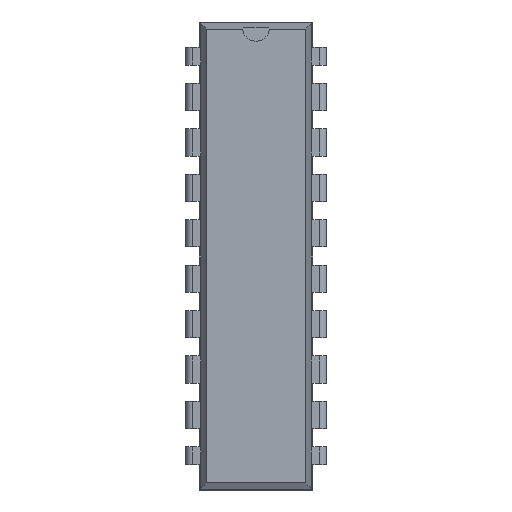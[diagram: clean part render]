
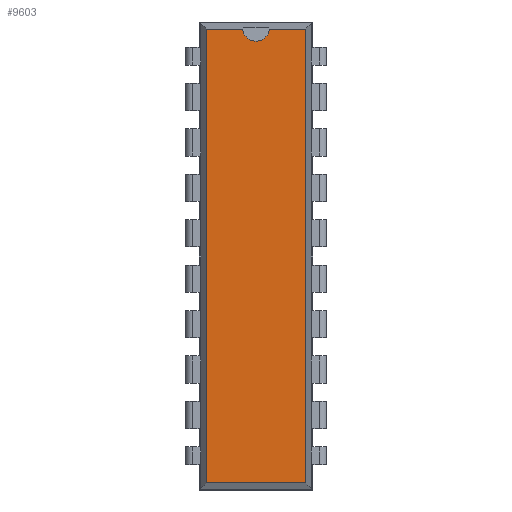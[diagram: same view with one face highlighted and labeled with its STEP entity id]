
A CAD part, top view. The second image highlights one B-rep face of the part: STEP entity #9603.
In plain terms, the highlighted planar face has unit normal (0, 0, 1).
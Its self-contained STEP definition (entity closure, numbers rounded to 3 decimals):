
#5249 = VERTEX_POINT('',#5250);
#5250 = CARTESIAN_POINT('',(6.586,1.252,3.68));
#5255 = EDGE_CURVE('',#5256,#5249,#5258,.T.);
#5256 = VERTEX_POINT('',#5257);
#5257 = CARTESIAN_POINT('',(6.586,-24.112,3.68));
#5258 = LINE('',#5259,#5260);
#5259 = CARTESIAN_POINT('',(6.586,-24.112,3.68));
#5260 = VECTOR('',#5261,1.);
#5261 = DIRECTION('',(0.,1.,0.));
#7215 = VERTEX_POINT('',#7216);
#7216 = CARTESIAN_POINT('',(1.034,1.252,3.68));
#7221 = EDGE_CURVE('',#7222,#7215,#7224,.T.);
#7222 = VERTEX_POINT('',#7223);
#7223 = CARTESIAN_POINT('',(3.064,1.252,3.68));
#7224 = LINE('',#7225,#7226);
#7225 = CARTESIAN_POINT('',(6.586,1.252,3.68));
#7226 = VECTOR('',#7227,1.);
#7227 = DIRECTION('',(-1.,0.,0.));
#7442 = VERTEX_POINT('',#7443);
#7443 = CARTESIAN_POINT('',(4.556,1.252,3.68));
#7547 = EDGE_CURVE('',#5249,#7442,#7548,.T.);
#7548 = LINE('',#7549,#7550);
#7549 = CARTESIAN_POINT('',(6.586,1.252,3.68));
#7550 = VECTOR('',#7551,1.);
#7551 = DIRECTION('',(-1.,0.,0.));
#7633 = VERTEX_POINT('',#7634);
#7634 = CARTESIAN_POINT('',(1.034,-24.112,3.68));
#7639 = EDGE_CURVE('',#7215,#7633,#7640,.T.);
#7640 = LINE('',#7641,#7642);
#7641 = CARTESIAN_POINT('',(1.034,1.252,3.68));
#7642 = VECTOR('',#7643,1.);
#7643 = DIRECTION('',(0.,-1.,0.));
#9592 = EDGE_CURVE('',#7633,#5256,#9593,.T.);
#9593 = LINE('',#9594,#9595);
#9594 = CARTESIAN_POINT('',(1.034,-24.112,3.68));
#9595 = VECTOR('',#9596,1.);
#9596 = DIRECTION('',(1.,0.,0.));
#9603 = ADVANCED_FACE('',(#9604),#9627,.F.);
#9604 = FACE_BOUND('',#9605,.F.);
#9605 = EDGE_LOOP('',(#9606,#9607,#9608,#9609,#9610,#9619,#9626));
#9606 = ORIENTED_EDGE('',*,*,#5255,.F.);
#9607 = ORIENTED_EDGE('',*,*,#9592,.F.);
#9608 = ORIENTED_EDGE('',*,*,#7639,.F.);
#9609 = ORIENTED_EDGE('',*,*,#7221,.F.);
#9610 = ORIENTED_EDGE('',*,*,#9611,.F.);
#9611 = EDGE_CURVE('',#9612,#7222,#9614,.T.);
#9612 = VERTEX_POINT('',#9613);
#9613 = CARTESIAN_POINT('',(3.81,0.577,3.68));
#9614 = CIRCLE('',#9615,0.75);
#9615 = AXIS2_PLACEMENT_3D('',#9616,#9617,#9618);
#9616 = CARTESIAN_POINT('',(3.81,1.327,3.68));
#9617 = DIRECTION('',(0.,0.,-1.));
#9618 = DIRECTION('',(0.,-1.,0.));
#9619 = ORIENTED_EDGE('',*,*,#9620,.F.);
#9620 = EDGE_CURVE('',#7442,#9612,#9621,.T.);
#9621 = CIRCLE('',#9622,0.75);
#9622 = AXIS2_PLACEMENT_3D('',#9623,#9624,#9625);
#9623 = CARTESIAN_POINT('',(3.81,1.327,3.68));
#9624 = DIRECTION('',(0.,0.,-1.));
#9625 = DIRECTION('',(0.,-1.,0.));
#9626 = ORIENTED_EDGE('',*,*,#7547,.F.);
#9627 = PLANE('',#9628);
#9628 = AXIS2_PLACEMENT_3D('',#9629,#9630,#9631);
#9629 = CARTESIAN_POINT('',(6.586,-24.112,3.68));
#9630 = DIRECTION('',(0.,0.,-1.));
#9631 = DIRECTION('',(-0.214,0.977,0.));
